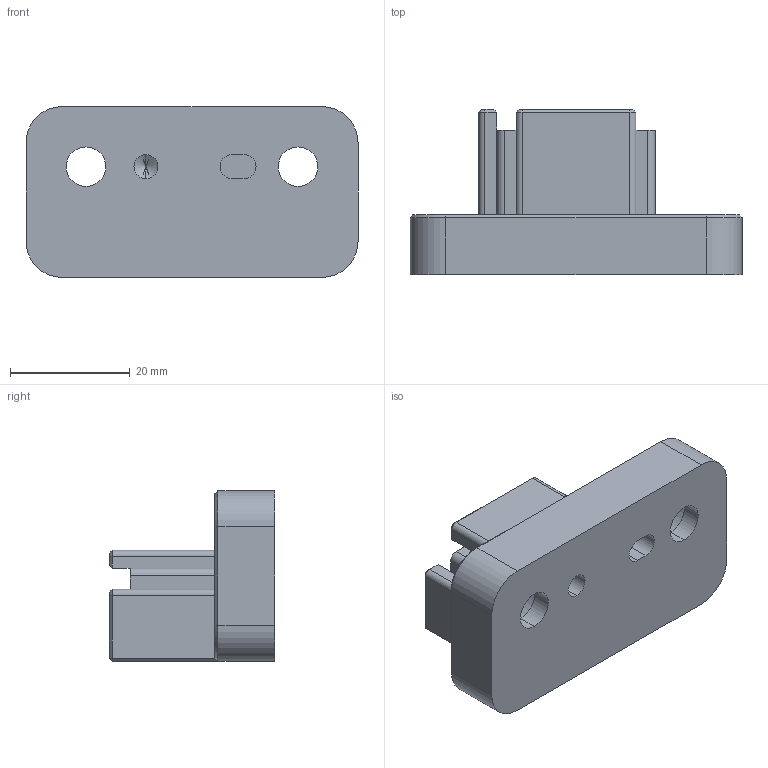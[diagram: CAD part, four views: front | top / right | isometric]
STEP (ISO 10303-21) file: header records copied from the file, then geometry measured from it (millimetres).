
FILE_DESCRIPTION (( 'STEP AP203' ), '1' );
FILE_NAME ('5_0.5mir_base.STEP', '2021-09-30T02:51:04', ( '' ), ( '' ), 'SwSTEP 2.0', 'SolidWorks 2020', '' );
FILE_SCHEMA (( 'CONFIG_CONTROL_DESIGN' ));
Length unit declared in the file: millimetre
Products named in the file (1): 5_0.5mir_base
Bounding box: 55.36 x 27.62 x 28.44 mm (x, y, z)
Volume: 20898.9 mm3; surface area: 7128.9 mm2
Topology: 1 solids, 1 shells, 89 faces, 216 edges, 127 vertices
Faces by surface type: plane 43, cylinder 29, cone 17
Entity records: 2582 total; most frequent: DIRECTION 451, CARTESIAN_POINT 423, ORIENTED_EDGE 412, EDGE_CURVE 206, AXIS2_PLACEMENT_3D 155, LINE 141, VECTOR 141, VERTEX_POINT 127
